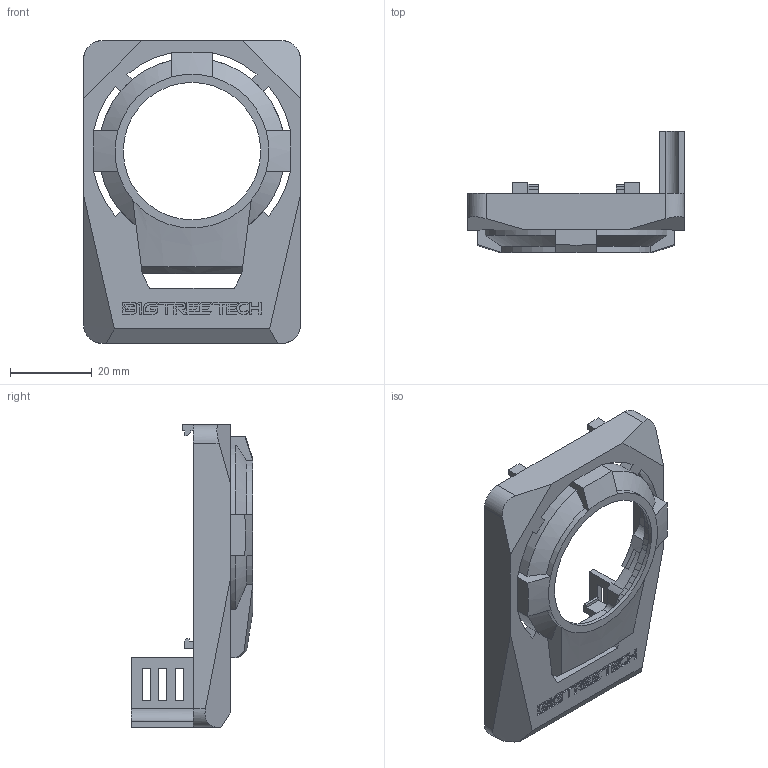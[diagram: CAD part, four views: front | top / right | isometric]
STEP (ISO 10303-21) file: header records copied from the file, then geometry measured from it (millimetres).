
FILE_DESCRIPTION(/* description */ (''),/* implementation_level */ '2;1');
FILE_NAME(/* name */ '动感款-Dynamic.stp',/* time_stamp */ '2024-09-26T14:24:21+08:00',/* author */ (''),/* organization */ (''),/* preprocessor_version */ 'ST-DEVELOPER v18.102',/* originating_system */ 'SIEMENS PLM Software NX2206.1700',/* authorisation */ '');
FILE_SCHEMA (('AUTOMOTIVE_DESIGN { 1 0 10303 214 3 1 1 1 }'));
Length unit declared in the file: millimetre
Products named in the file (1): 方案1_stp
Bounding box: 53.01 x 29.7 x 74 mm (x, y, z)
Volume: 12269.6 mm3; surface area: 12348.3 mm2
Topology: 1 solids, 1 shells, 364 faces, 1058 edges, 699 vertices
Faces by surface type: plane 295, cylinder 61, cone 7, bspline 1
Entity records: 12117 total; most frequent: CARTESIAN_POINT 2473, ORIENTED_EDGE 2116, DIRECTION 1836, EDGE_CURVE 1058, LINE 844, VECTOR 844, VERTEX_POINT 700, AXIS2_PLACEMENT_3D 496
